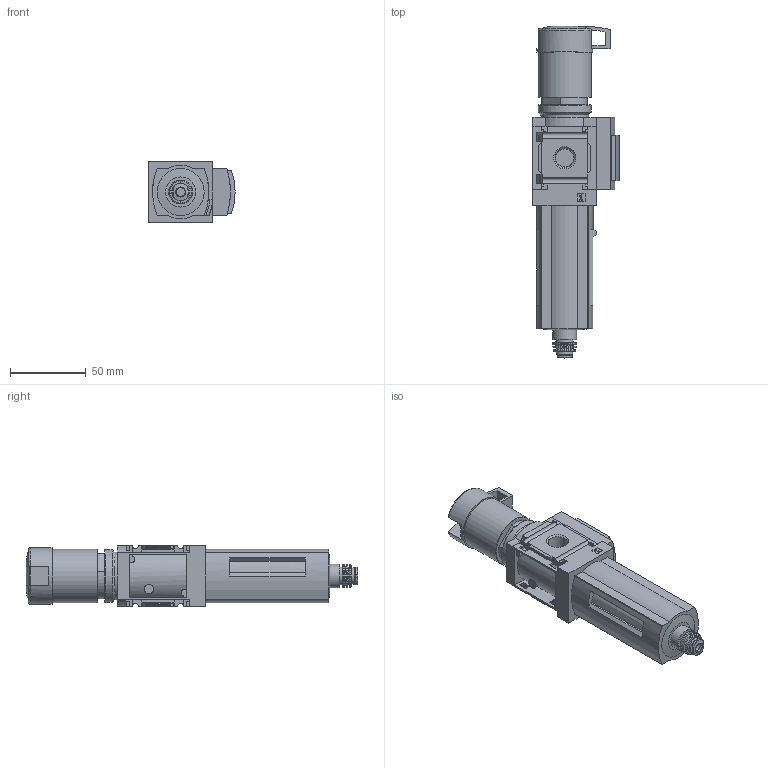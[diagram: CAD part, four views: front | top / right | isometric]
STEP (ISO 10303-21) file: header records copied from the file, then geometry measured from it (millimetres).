
FILE_DESCRIPTION(/* description */ ('STEP AP214'),/* implementation_level */ '2;1');
FILE_NAME(/* name */ '531217_MS4N-LFR-1_4-D7-CRV-AS',/* time_stamp */ '2024-09-09T21:24:12+02:00',/* author */ ('License CC BY-ND 4.0'),/* organization */ ('CADENAS'),/* preprocessor_version */ 'ST-DEVELOPER v19.3',/* originating_system */ 'PARTsolutions',/* authorisation */ ' ');
FILE_SCHEMA (('AUTOMOTIVE_DESIGN { 1 0 10303 214 3 1 1 }','PROCESS_PLANNING_SCHEMA','AUTOMOTIVE_DESIGN {1 0 10303 214 3 1 1}'));
Length unit declared in the file: millimetre
Products named in the file (4): 531217 MS4N-LFR-1/4-D7-CRV-AS; 527694 MS4N-LFR-1/4-D7-C-R-V-AS-0D; 526489 MS4-LFR-V; 3343944 LRP-...-6
Assembly tree (3 placements, depth 2):
  531217 MS4N-LFR-1/4-D7-CRV-AS
    527694 MS4N-LFR-1/4-D7-C-R-V-AS-0D
    526489 MS4-LFR-V
    3343944 LRP-...-6
Bounding box: 57 x 219.41 x 40.2 mm (x, y, z)
Volume: 251640 mm3; surface area: 41042.6 mm2
Topology: 3 solids, 3 shells, 332 faces, 884 edges, 579 vertices
Faces by surface type: plane 216, cylinder 75, torus 25, cone 15, sphere 1
Full cylindrical faces by diameter (mm): 6 x1, 6.1 x1, 11 x1, 11.4 x1, 11.6 x1, 11.8 x1, 15.8 x1, 28.376 x1, 31.6 x1, 35 x1, 35.2 x1, 37.2 x1
Entity records: 12470 total; most frequent: CARTESIAN_POINT 1881, DIRECTION 1683, ORIENTED_EDGE 1680, EDGE_CURVE 840, LINE 599, VECTOR 599, VERTEX_POINT 576, AXIS2_PLACEMENT_3D 542
